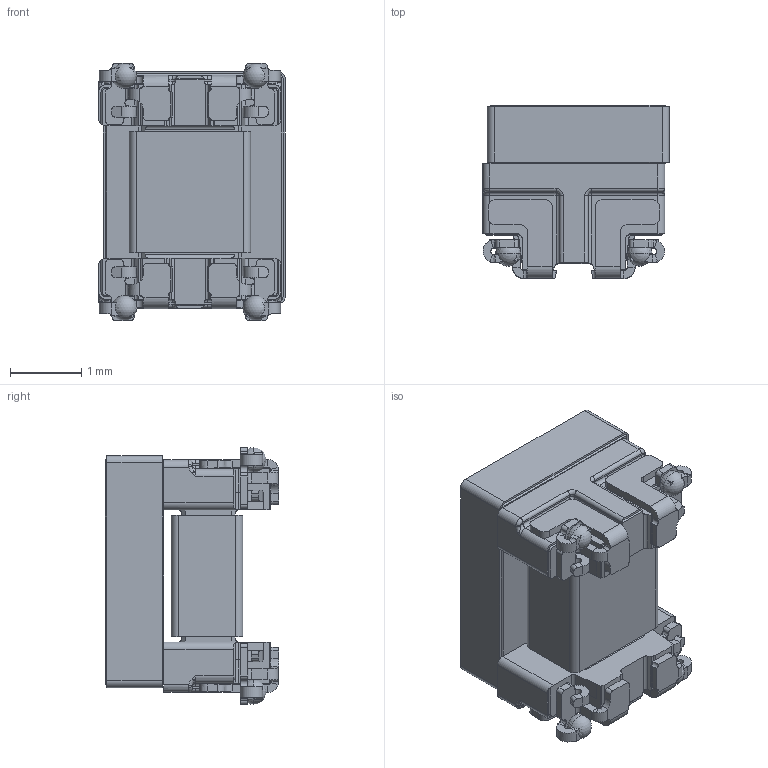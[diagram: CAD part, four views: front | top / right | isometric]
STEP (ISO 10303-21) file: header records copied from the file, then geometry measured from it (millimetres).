
FILE_DESCRIPTION((''),'2;1');
FILE_NAME('C62330-A124-A35_SW0003','2019-05-16T',('ea6265'),(''),'CREO PARAMETRIC BY PTC INC, 2017170','CREO PARAMETRIC BY PTC INC, 2017170','');
FILE_SCHEMA(('AUTOMOTIVE_DESIGN { 1 0 10303 214 1 1 1 1 }'));
Length unit declared in the file: millimetre
Products named in the file (1): C62330-A124-A35_SW0003
Bounding box: 2.61 x 2.42 x 3.6 mm (x, y, z)
Volume: 14.4 mm3; surface area: 66 mm2
Topology: 1 solids, 1 shells, 606 faces, 1626 edges, 1004 vertices
Faces by surface type: plane 328, cylinder 194, bspline 48, sphere 12, cone 12, torus 12
Entity records: 24923 total; most frequent: CARTESIAN_POINT 5399, ORIENTED_EDGE 3220, DIRECTION 3044, EDGE_CURVE 1610, AXIS2_PLACEMENT_3D 1028, VERTEX_POINT 1004, VECTOR 988, LINE 988
